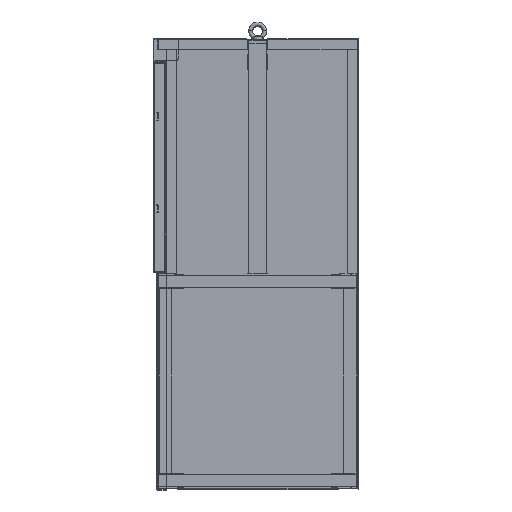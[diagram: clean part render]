
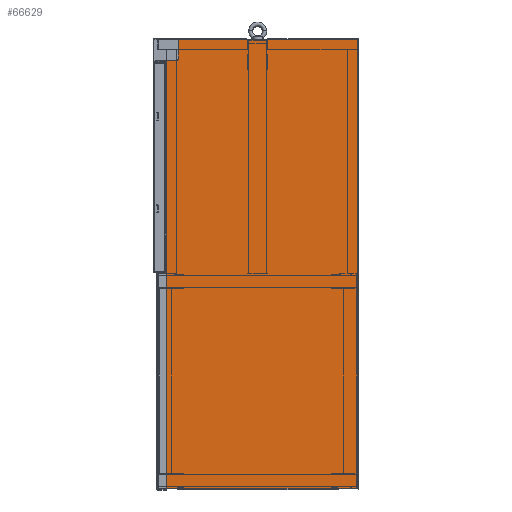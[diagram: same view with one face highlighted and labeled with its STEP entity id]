
A CAD part, top view. The second image highlights one B-rep face of the part: STEP entity #66629.
In plain terms, the highlighted free-form (B-spline) face has degree [1, 1] with [2, 2] control points.
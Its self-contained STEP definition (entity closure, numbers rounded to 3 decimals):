
#66187 = VERTEX_POINT('',#66188);
#66188 = CARTESIAN_POINT('',(551.58,2516.494,
    1912.082));
#66204 = VERTEX_POINT('',#66205);
#66205 = CARTESIAN_POINT('',(103.551,2516.494,
    1912.082));
#66211 = EDGE_CURVE('',#66204,#66187,#66212,.T.);
#66212 = B_SPLINE_CURVE_WITH_KNOTS('',1,(#66213,#66214),.UNSPECIFIED.,
  .F.,.F.,(2,2),(-798.,-444.),.PIECEWISE_BEZIER_KNOTS.);
#66213 = CARTESIAN_POINT('',(103.551,2516.494,
    1912.082));
#66214 = CARTESIAN_POINT('',(551.58,2516.494,
    1912.082));
#66342 = EDGE_CURVE('',#66343,#66345,#66347,.T.);
#66343 = VERTEX_POINT('',#66344);
#66344 = CARTESIAN_POINT('',(103.551,238.378,
    1912.082));
#66345 = VERTEX_POINT('',#66346);
#66346 = CARTESIAN_POINT('',(103.551,1327.444,
    1912.082));
#66347 = B_SPLINE_CURVE_WITH_KNOTS('',1,(#66348,#66349),.UNSPECIFIED.,
  .F.,.F.,(2,2),(0.,860.5),.PIECEWISE_BEZIER_KNOTS.);
#66348 = CARTESIAN_POINT('',(103.551,238.378,
    1912.082));
#66349 = CARTESIAN_POINT('',(103.551,1327.444,
    1912.082));
#66498 = EDGE_CURVE('',#66499,#66204,#66501,.T.);
#66499 = VERTEX_POINT('',#66500);
#66500 = CARTESIAN_POINT('',(103.551,2465.869,
    1912.082));
#66501 = B_SPLINE_CURVE_WITH_KNOTS('',1,(#66502,#66503),.UNSPECIFIED.,
  .F.,.F.,(2,2),(2.,42.),.PIECEWISE_BEZIER_KNOTS.);
#66502 = CARTESIAN_POINT('',(103.551,2465.869,
    1912.082));
#66503 = CARTESIAN_POINT('',(103.551,2516.494,
    1912.082));
#66530 = EDGE_CURVE('',#66345,#66531,#66533,.T.);
#66531 = VERTEX_POINT('',#66532);
#66532 = CARTESIAN_POINT('',(146.582,1327.444,
    1912.082));
#66533 = B_SPLINE_CURVE_WITH_KNOTS('',1,(#66534,#66535),.UNSPECIFIED.,
  .F.,.F.,(2,2),(0.,34.),.PIECEWISE_BEZIER_KNOTS.);
#66534 = CARTESIAN_POINT('',(103.551,1327.444,
    1912.082));
#66535 = CARTESIAN_POINT('',(146.582,1327.444,
    1912.082));
#66629 = ADVANCED_FACE('',(#66630),#66695,.F.);
#66630 = FACE_BOUND('',#66631,.T.);
#66631 = EDGE_LOOP('',(#66632,#66639,#66640,#66641,#66648,#66655,#66662,
    #66669,#66676,#66681,#66682,#66683,#66690));
#66632 = ORIENTED_EDGE('',*,*,#66633,.F.);
#66633 = EDGE_CURVE('',#66531,#66634,#66636,.T.);
#66634 = VERTEX_POINT('',#66635);
#66635 = CARTESIAN_POINT('',(146.582,2463.338,
    1912.082));
#66636 = B_SPLINE_CURVE_WITH_KNOTS('',1,(#66637,#66638),.UNSPECIFIED.,
  .F.,.F.,(2,2),(-897.5,0.),.PIECEWISE_BEZIER_KNOTS.);
#66637 = CARTESIAN_POINT('',(146.582,1327.444,
    1912.082));
#66638 = CARTESIAN_POINT('',(146.582,2463.338,
    1912.082));
#66639 = ORIENTED_EDGE('',*,*,#66530,.F.);
#66640 = ORIENTED_EDGE('',*,*,#66342,.F.);
#66641 = ORIENTED_EDGE('',*,*,#66642,.T.);
#66642 = EDGE_CURVE('',#66343,#66643,#66645,.T.);
#66643 = VERTEX_POINT('',#66644);
#66644 = CARTESIAN_POINT('',(200.371,238.378,
    1912.082));
#66645 = B_SPLINE_CURVE_WITH_KNOTS('',1,(#66646,#66647),.UNSPECIFIED.,
  .F.,.F.,(2,2),(3.5,80.),.PIECEWISE_BEZIER_KNOTS.);
#66646 = CARTESIAN_POINT('',(103.551,238.378,
    1912.082));
#66647 = CARTESIAN_POINT('',(200.371,238.378,
    1912.082));
#66648 = ORIENTED_EDGE('',*,*,#66649,.F.);
#66649 = EDGE_CURVE('',#66650,#66643,#66652,.T.);
#66650 = VERTEX_POINT('',#66651);
#66651 = CARTESIAN_POINT('',(1016.695,238.378,
    1912.082));
#66652 = B_SPLINE_CURVE_WITH_KNOTS('',1,(#66653,#66654),.UNSPECIFIED.,
  .F.,.F.,(2,2),(76.5,721.5),.PIECEWISE_BEZIER_KNOTS.);
#66653 = CARTESIAN_POINT('',(1016.695,238.378,
    1912.082));
#66654 = CARTESIAN_POINT('',(200.371,238.378,
    1912.082));
#66655 = ORIENTED_EDGE('',*,*,#66656,.F.);
#66656 = EDGE_CURVE('',#66657,#66650,#66659,.T.);
#66657 = VERTEX_POINT('',#66658);
#66658 = CARTESIAN_POINT('',(1113.515,238.378,
    1912.082));
#66659 = B_SPLINE_CURVE_WITH_KNOTS('',1,(#66660,#66661),.UNSPECIFIED.,
  .F.,.F.,(2,2),(0.,76.5),.PIECEWISE_BEZIER_KNOTS.);
#66660 = CARTESIAN_POINT('',(1113.515,238.378,
    1912.082));
#66661 = CARTESIAN_POINT('',(1016.695,238.378,
    1912.082));
#66662 = ORIENTED_EDGE('',*,*,#66663,.F.);
#66663 = EDGE_CURVE('',#66664,#66657,#66666,.T.);
#66664 = VERTEX_POINT('',#66665);
#66665 = CARTESIAN_POINT('',(1113.515,2516.494,
    1912.082));
#66666 = B_SPLINE_CURVE_WITH_KNOTS('',1,(#66667,#66668),.UNSPECIFIED.,
  .F.,.F.,(2,2),(-1800.,0.),.PIECEWISE_BEZIER_KNOTS.);
#66667 = CARTESIAN_POINT('',(1113.515,2516.494,
    1912.082));
#66668 = CARTESIAN_POINT('',(1113.515,238.378,
    1912.082));
#66669 = ORIENTED_EDGE('',*,*,#66670,.F.);
#66670 = EDGE_CURVE('',#66671,#66664,#66673,.T.);
#66671 = VERTEX_POINT('',#66672);
#66672 = CARTESIAN_POINT('',(659.158,2516.494,
    1912.082));
#66673 = B_SPLINE_CURVE_WITH_KNOTS('',1,(#66674,#66675),.UNSPECIFIED.,
  .F.,.F.,(2,2),(-359.,0.),.PIECEWISE_BEZIER_KNOTS.);
#66674 = CARTESIAN_POINT('',(659.158,2516.494,
    1912.082));
#66675 = CARTESIAN_POINT('',(1113.515,2516.494,
    1912.082));
#66676 = ORIENTED_EDGE('',*,*,#66677,.T.);
#66677 = EDGE_CURVE('',#66671,#66187,#66678,.T.);
#66678 = B_SPLINE_CURVE_WITH_KNOTS('',1,(#66679,#66680),.UNSPECIFIED.,
  .F.,.F.,(2,2),(0.,85.),.PIECEWISE_BEZIER_KNOTS.);
#66679 = CARTESIAN_POINT('',(659.158,2516.494,
    1912.082));
#66680 = CARTESIAN_POINT('',(551.58,2516.494,
    1912.082));
#66681 = ORIENTED_EDGE('',*,*,#66211,.F.);
#66682 = ORIENTED_EDGE('',*,*,#66498,.F.);
#66683 = ORIENTED_EDGE('',*,*,#66684,.T.);
#66684 = EDGE_CURVE('',#66499,#66685,#66687,.T.);
#66685 = VERTEX_POINT('',#66686);
#66686 = CARTESIAN_POINT('',(146.582,2465.869,
    1912.082));
#66687 = B_SPLINE_CURVE_WITH_KNOTS('',1,(#66688,#66689),.UNSPECIFIED.,
  .F.,.F.,(2,2),(0.,34.),.PIECEWISE_BEZIER_KNOTS.);
#66688 = CARTESIAN_POINT('',(103.551,2465.869,
    1912.082));
#66689 = CARTESIAN_POINT('',(146.582,2465.869,
    1912.082));
#66690 = ORIENTED_EDGE('',*,*,#66691,.T.);
#66691 = EDGE_CURVE('',#66685,#66634,#66692,.T.);
#66692 = B_SPLINE_CURVE_WITH_KNOTS('',1,(#66693,#66694),.UNSPECIFIED.,
  .F.,.F.,(2,2),(0.,2.),.PIECEWISE_BEZIER_KNOTS.);
#66693 = CARTESIAN_POINT('',(146.582,2465.869,
    1912.082));
#66694 = CARTESIAN_POINT('',(146.582,2463.338,
    1912.082));
#66695 = B_SPLINE_SURFACE_WITH_KNOTS('',1,1,(
    (#66696,#66697)
    ,(#66698,#66699
    )),.UNSPECIFIED.,.F.,.F.,.F.,(2,2),(2,2),(-798.,0.),(-1800.,0.),
  .PIECEWISE_BEZIER_KNOTS.);
#66696 = CARTESIAN_POINT('',(103.551,2516.494,
    1912.082));
#66697 = CARTESIAN_POINT('',(103.551,238.378,
    1912.082));
#66698 = CARTESIAN_POINT('',(1113.515,2516.494,
    1912.082));
#66699 = CARTESIAN_POINT('',(1113.515,238.378,
    1912.082));
